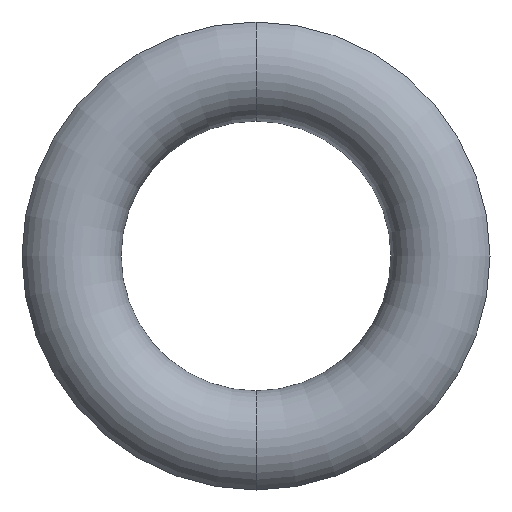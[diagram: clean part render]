
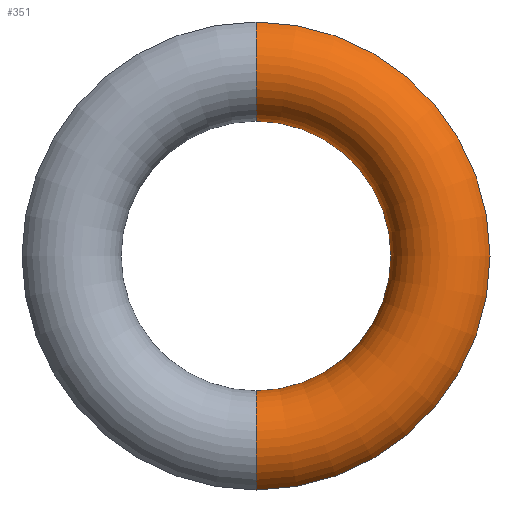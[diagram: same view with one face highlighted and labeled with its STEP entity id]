
A CAD part, front view. The second image highlights one B-rep face of the part: STEP entity #351.
In plain terms, the highlighted toroidal (fillet/blend) face has major radius 3.4 mm and minor radius 0.95 mm.
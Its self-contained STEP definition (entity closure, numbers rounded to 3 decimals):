
#1 = CARTESIAN_POINT ( 'NONE',  ( 0., -0.951, 0. ) ) ;
#6 = CARTESIAN_POINT ( 'NONE',  ( 0., -0.951, 3.4 ) ) ;
#16 = DIRECTION ( 'NONE',  ( 0., 0., 1. ) ) ;
#24 = CARTESIAN_POINT ( 'NONE',  ( 0., -0.951, -2.45 ) ) ;
#31 = CARTESIAN_POINT ( 'NONE',  ( 0., -1.375, -4.25 ) ) ;
#36 = AXIS2_PLACEMENT_3D ( 'NONE', #341, #87, #302 ) ;
#46 = ORIENTED_EDGE ( 'NONE', *, *, #78, .F. ) ;
#51 = CARTESIAN_POINT ( 'NONE',  ( 0., -0.951, 2.45 ) ) ;
#74 = DIRECTION ( 'NONE',  ( 0., -1., 0. ) ) ;
#78 = EDGE_CURVE ( 'NONE', #197, #368, #262, .T. ) ;
#87 = DIRECTION ( 'NONE',  ( 0., -1., 0. ) ) ;
#97 = EDGE_LOOP ( 'NONE', ( #330, #292, #46, #355 ) ) ;
#100 = AXIS2_PLACEMENT_3D ( 'NONE', #6, #317, #454 ) ;
#106 = VERTEX_POINT ( 'NONE', #358 ) ;
#134 = VERTEX_POINT ( 'NONE', #31 ) ;
#157 = FACE_OUTER_BOUND ( 'NONE', #97, .T. ) ;
#161 = DIRECTION ( 'NONE',  ( 0., 0., -1. ) ) ;
#169 = CIRCLE ( 'NONE', #100, 0.95 ) ;
#181 = DIRECTION ( 'NONE',  ( 0., -1., 0. ) ) ;
#197 = VERTEX_POINT ( 'NONE', #24 ) ;
#225 = TOROIDAL_SURFACE ( 'NONE', #334, 3.4, 0.95 ) ;
#262 = CIRCLE ( 'NONE', #285, 2.45 ) ;
#266 = DIRECTION ( 'NONE',  ( -1., 0., 0. ) ) ;
#285 = AXIS2_PLACEMENT_3D ( 'NONE', #392, #181, #389 ) ;
#292 = ORIENTED_EDGE ( 'NONE', *, *, #381, .T. ) ;
#302 = DIRECTION ( 'NONE',  ( 0., 0., -1. ) ) ;
#309 = EDGE_CURVE ( 'NONE', #134, #106, #342, .T. ) ;
#310 = EDGE_CURVE ( 'NONE', #134, #197, #374, .T. ) ;
#317 = DIRECTION ( 'NONE',  ( 1., 0., 0. ) ) ;
#330 = ORIENTED_EDGE ( 'NONE', *, *, #309, .T. ) ;
#334 = AXIS2_PLACEMENT_3D ( 'NONE', #1, #74, #161 ) ;
#341 = CARTESIAN_POINT ( 'NONE',  ( 0., -1.375, 0. ) ) ;
#342 = CIRCLE ( 'NONE', #36, 4.25 ) ;
#351 = ADVANCED_FACE ( 'NONE', ( #157 ), #225, .T. ) ;
#355 = ORIENTED_EDGE ( 'NONE', *, *, #310, .F. ) ;
#358 = CARTESIAN_POINT ( 'NONE',  ( 0., -1.375, 4.25 ) ) ;
#368 = VERTEX_POINT ( 'NONE', #51 ) ;
#374 = CIRCLE ( 'NONE', #385, 0.95 ) ;
#381 = EDGE_CURVE ( 'NONE', #106, #368, #169, .T. ) ;
#385 = AXIS2_PLACEMENT_3D ( 'NONE', #409, #266, #16 ) ;
#389 = DIRECTION ( 'NONE',  ( 0., 0., -1. ) ) ;
#392 = CARTESIAN_POINT ( 'NONE',  ( 0., -0.951, 0. ) ) ;
#409 = CARTESIAN_POINT ( 'NONE',  ( 0., -0.951, -3.4 ) ) ;
#454 = DIRECTION ( 'NONE',  ( 0., 0., -1. ) ) ;
